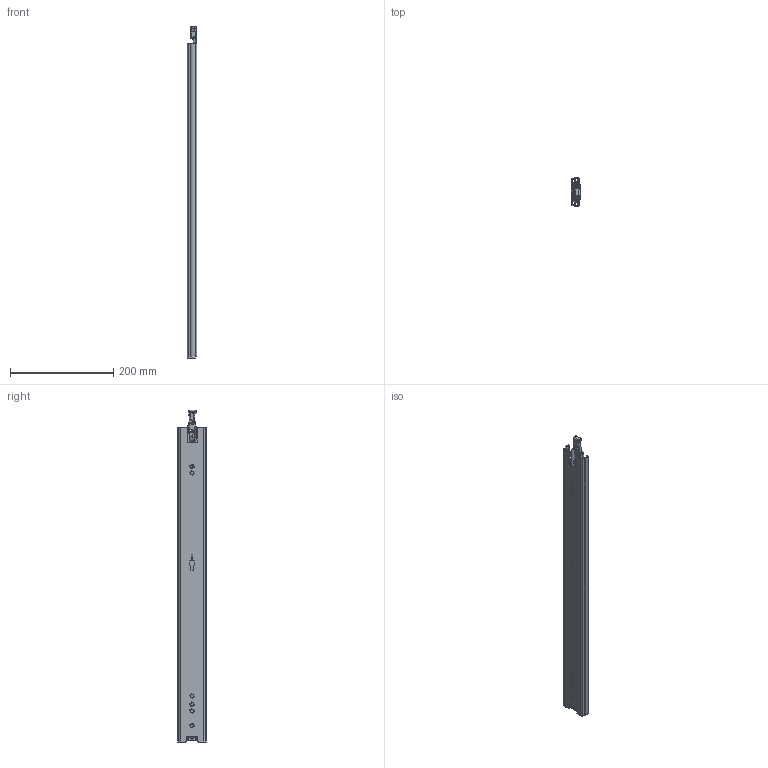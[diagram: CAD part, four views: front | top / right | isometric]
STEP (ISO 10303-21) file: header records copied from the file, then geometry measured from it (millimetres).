
FILE_DESCRIPTION (( 'STEP AP214' ), '1' );
FILE_NAME ('FR_5609_SL.0610mm_24inch_closed_left.STEP', '2022-10-27T05:24:48', ( '' ), ( '' ), 'SwSTEP 2.0', 'SolidWorks 2020', '' );
FILE_SCHEMA (( 'AUTOMOTIVE_DESIGN' ));
Length unit declared in the file: millimetre
Products named in the file (13): 5609.XXX-02.T058_NL 24; FR_5609_SL.0610mm_24inch_closed_left; 5609.XXX-01.T058_NL 24; Locking Handle; Middle Stop; Detent; Spring Lever; 5609.XXX-03.T058_NL 24; 5609.XXX-02.T058_NL 24 closed; Drawer Lock; Middle Lock
Assembly tree (12 placements, depth 3):
  FR_5609_SL.0610mm_24inch_closed_left
    5609.XXX-01.T058_NL 24
      5609.XXX-01.T058_NL 24
      Detent
    5609.XXX-02.T058_NL 24 closed
      5609.XXX-02.T058_NL 24
      Middle Stop
      Middle Lock
    5609.XXX-03.T058_NL 24
      5609.XXX-03.T058_NL 24
      Locking Handle
      Spring Lever
      Drawer Lock
Bounding box: 19.1 x 55.98 x 642.67 mm (x, y, z)
Volume: 225864.6 mm3; surface area: 264182.5 mm2
Topology: 10 solids, 10 shells, 1674 faces, 4427 edges, 2753 vertices
Faces by surface type: cylinder 775, plane 526, cone 189, bspline 184
Entity records: 59788 total; most frequent: CARTESIAN_POINT 19174, ORIENTED_EDGE 8826, DIRECTION 8092, EDGE_CURVE 4413, AXIS2_PLACEMENT_3D 3033, VERTEX_POINT 2753, LINE 2026, VECTOR 2026
